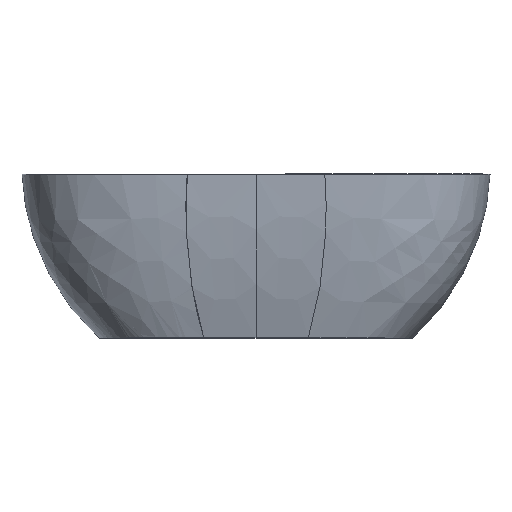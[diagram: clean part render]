
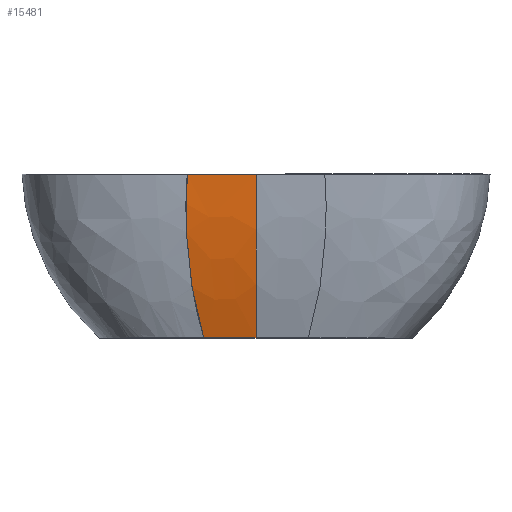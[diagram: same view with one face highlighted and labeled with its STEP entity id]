
A CAD part, top view. The second image highlights one B-rep face of the part: STEP entity #15481.
In plain terms, the highlighted free-form (B-spline) face has degree [3, 3] with [7, 4] control points.
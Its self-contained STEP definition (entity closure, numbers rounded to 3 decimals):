
#1436=CARTESIAN_POINT('',(-190.,-595.,300.));
#1438=DIRECTION('',(1.,0.,0.));
#1439=VECTOR('',#1438,190.);
#1440=CARTESIAN_POINT('',(-190.,-595.,300.));
#1441=LINE('',#1440,#1439);
#3910=CARTESIAN_POINT('',(-250.076,-1.026,
399.973));
#3912=CARTESIAN_POINT('',(-190.,-595.,300.));
#3913=CARTESIAN_POINT('',(-202.887,-551.431,
314.102));
#3914=CARTESIAN_POINT('',(-225.428,-460.222,
340.206));
#3915=CARTESIAN_POINT('',(-247.782,-313.219,
371.086));
#3916=CARTESIAN_POINT('',(-257.018,-159.016,
391.994));
#3917=CARTESIAN_POINT('',(-253.967,-53.618,
398.58));
#3918=CARTESIAN_POINT('',(-250.076,-1.026,
399.973));
#3920=CARTESIAN_POINT('',(-250.076,-1.026,
399.973));
#3921=CARTESIAN_POINT('',(-163.911,-1.013,
399.981));
#3922=CARTESIAN_POINT('',(-83.367,-1.034,
399.984));
#3923=CARTESIAN_POINT('',(0.,-1.016,399.984));
#3925=CARTESIAN_POINT('',(0.,-595.,300.));
#3926=CARTESIAN_POINT('',(0.,-547.058,315.777));
#3927=CARTESIAN_POINT('',(0.,-449.979,343.7));
#3928=CARTESIAN_POINT('',(0.,-301.609,374.451));
#3929=CARTESIAN_POINT('',(0.,-151.675,393.848));
#3930=CARTESIAN_POINT('',(0.,-51.142,399.202));
#3931=CARTESIAN_POINT('',(0.,-1.016,399.984));
#4493=VERTEX_POINT('',#1436);
#4496=CARTESIAN_POINT('',(0.,-595.,300.));
#4497=VERTEX_POINT('',#4496);
#4689=VERTEX_POINT('',#3910);
#4691=VERTEX_POINT('',#3923);
#15445=CARTESIAN_POINT('',(-190.093,-600.581,
298.185));
#15446=CARTESIAN_POINT('',(-128.366,-600.747,
298.109));
#15447=CARTESIAN_POINT('',(-62.056,-600.94,
298.035));
#15448=CARTESIAN_POINT('',(1.854,-601.161,
297.961));
#15449=CARTESIAN_POINT('',(-203.808,-555.367,
312.966));
#15450=CARTESIAN_POINT('',(-137.41,-554.166,
313.515));
#15451=CARTESIAN_POINT('',(-66.937,-552.767,
314.057));
#15452=CARTESIAN_POINT('',(2.,-551.167,
314.594));
#15453=CARTESIAN_POINT('',(-227.231,-462.404,
339.728));
#15454=CARTESIAN_POINT('',(-152.674,-459.454,
341.056));
#15455=CARTESIAN_POINT('',(-75.207,-455.987,
342.252));
#15456=CARTESIAN_POINT('',(2.247,-451.98,
343.292));
#15457=CARTESIAN_POINT('',(-250.149,-313.314,
371.043));
#15458=CARTESIAN_POINT('',(-166.921,-309.988,
372.562));
#15459=CARTESIAN_POINT('',(-83.072,-306.057,
373.733));
#15460=CARTESIAN_POINT('',(2.481,-301.477,
374.473));
#15461=CARTESIAN_POINT('',(-259.639,-157.101,
392.232));
#15462=CARTESIAN_POINT('',(-171.617,-155.,
393.263));
#15463=CARTESIAN_POINT('',(-85.904,-152.526,
393.92));
#15464=CARTESIAN_POINT('',(2.565,-149.66,
394.104));
#15465=CARTESIAN_POINT('',(-256.36,-49.583,
398.82));
#15466=CARTESIAN_POINT('',(-167.923,-48.909,
399.192));
#15467=CARTESIAN_POINT('',(-84.212,-48.123,
399.402));
#15468=CARTESIAN_POINT('',(2.515,-47.225,
399.407));
#15469=CARTESIAN_POINT('',(-252.114,5.062,
400.127));
#15470=CARTESIAN_POINT('',(-164.212,4.993,
400.089));
#15471=CARTESIAN_POINT('',(-82.386,4.913,
400.068));
#15472=CARTESIAN_POINT('',(2.46,4.822,400.067));
#15473=B_SPLINE_SURFACE_WITH_KNOTS('',3,3,((#15445,#15446,#15447,#15448),
(#15449,#15450,#15451,#15452),(#15453,#15454,#15455,#15456),(#15457,#15458,
#15459,#15460),(#15461,#15462,#15463,#15464),(#15465,#15466,#15467,#15468),(
#15469,#15470,#15471,#15472)),.UNSPECIFIED.,.F.,.F.,.F.,(4,1,1,1,4),(4,4),(
-0.011,0.25,0.5,0.75,1.008),(0.877,
1.001),.UNSPECIFIED.);
#15474=ORIENTED_EDGE('',*,*,#14405,.T.);
#15476=ORIENTED_EDGE('',*,*,#15475,.F.);
#15477=ORIENTED_EDGE('',*,*,#8425,.F.);
#15478=ORIENTED_EDGE('',*,*,#15438,.T.);
#15479=EDGE_LOOP('',(#15474,#15476,#15477,#15478));
#15480=FACE_OUTER_BOUND('',#15479,.F.);
#15481=ADVANCED_FACE('',(#15480),#15473,.F.);
#3919=B_SPLINE_CURVE_WITH_KNOTS('',3,(#3912,#3913,#3914,#3915,#3916,#3917,
#3918),.UNSPECIFIED.,.F.,.F.,(4,1,1,1,4),(0.,0.25,
0.501,0.751,1.),.UNSPECIFIED.);
#3924=B_SPLINE_CURVE_WITH_KNOTS('',3,(#3920,#3921,#3922,#3923),.UNSPECIFIED.,
.F.,.F.,(4,4),(0.,1.),.UNSPECIFIED.);
#3932=B_SPLINE_CURVE_WITH_KNOTS('',3,(#3925,#3926,#3927,#3928,#3929,#3930,
#3931),.UNSPECIFIED.,.F.,.F.,(4,1,1,1,4),(0.,0.25,
0.501,0.751,1.),.UNSPECIFIED.);
#8425=EDGE_CURVE('',#4493,#4497,#1441,.T.);
#14405=EDGE_CURVE('',#4689,#4691,#3924,.T.);
#15438=EDGE_CURVE('',#4493,#4689,#3919,.T.);
#15475=EDGE_CURVE('',#4497,#4691,#3932,.T.);
